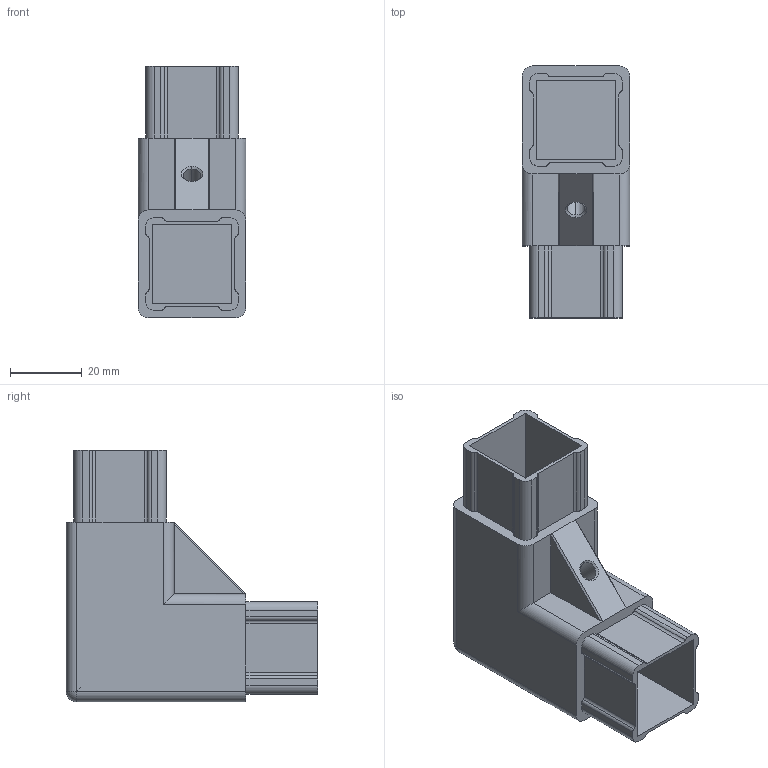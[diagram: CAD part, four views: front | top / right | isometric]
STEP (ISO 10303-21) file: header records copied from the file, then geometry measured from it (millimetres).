
FILE_DESCRIPTION (( 'STEP AP203' ), '1' );
FILE_NAME ('CR-VA30-01-S.STEP', '2018-10-11T09:56:39', ( '' ), ( '' ), 'SwSTEP 2.0', 'SolidWorks 2015', '' );
FILE_SCHEMA (( 'CONFIG_CONTROL_DESIGN' ));
Length unit declared in the file: millimetre
Products named in the file (1): CR-VA30-01-S
Bounding box: 30 x 70 x 70 mm (x, y, z)
Volume: 34713.1 mm3; surface area: 23081.6 mm2
Topology: 1 solids, 1 shells, 349 faces, 945 edges, 624 vertices
Faces by surface type: plane 185, bspline 109, cylinder 51, cone 2, sphere 2
Entity records: 16820 total; most frequent: CARTESIAN_POINT 8640, ORIENTED_EDGE 1886, DIRECTION 1297, EDGE_CURVE 943, VERTEX_POINT 624, VECTOR 615, LINE 615, EDGE_LOOP 381
